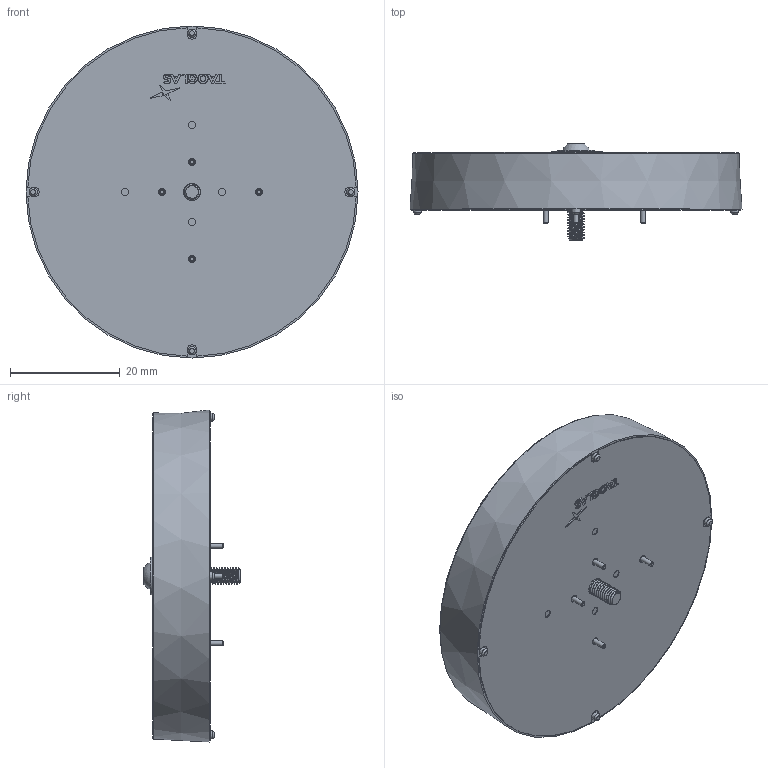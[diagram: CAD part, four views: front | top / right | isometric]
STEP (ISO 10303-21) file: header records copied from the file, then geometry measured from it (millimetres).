
FILE_DESCRIPTION (( 'STEP AP214' ), '1' );
FILE_NAME ('GPDF.60A Simplified Model.STEP', '2024-07-23T20:03:05', ( '' ), ( '' ), 'SwSTEP 2.0', 'SolidWorks 2022', '' );
FILE_SCHEMA (( 'AUTOMOTIVE_DESIGN' ));
Length unit declared in the file: millimetre
Products named in the file (1): GPDF.60A Simplified Model
Bounding box: 60.63 x 17.65 x 60.63 mm (x, y, z)
Volume: 29733.3 mm3; surface area: 19212.3 mm2
Topology: 5 solids, 5 shells, 6879 faces, 20369 edges, 13581 vertices
Faces by surface type: plane 6340, bspline 433, cylinder 84, cone 21, sphere 1
Full cylindrical faces by diameter (mm): 0.9 x4, 2.804 x1, 6.9 x1
Entity records: 306583 total; most frequent: CARTESIAN_POINT 49671, ORIENTED_EDGE 40676, DIRECTION 32549, EDGE_CURVE 20338, VECTOR 19267, LINE 19267, VERTEX_POINT 13571, EDGE_LOOP 7017
